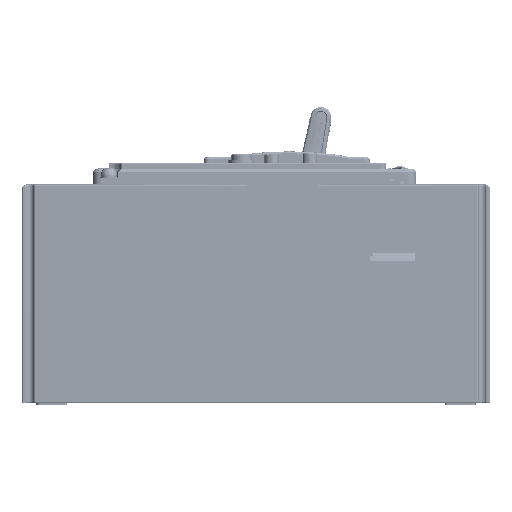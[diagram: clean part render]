
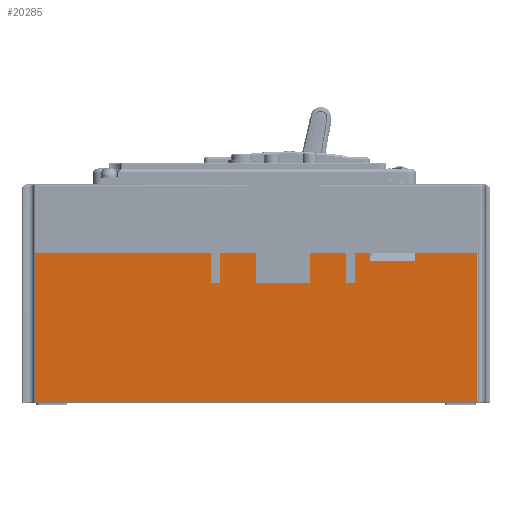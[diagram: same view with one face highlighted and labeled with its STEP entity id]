
A CAD part, left-side view. The second image highlights one B-rep face of the part: STEP entity #20285.
In plain terms, the highlighted planar face has unit normal (-1, 0, 0).
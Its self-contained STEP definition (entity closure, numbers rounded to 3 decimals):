
#553=DIRECTION('',(0.,1.,0.));
#554=VECTOR('',#553,20.564);
#555=CARTESIAN_POINT('',(601.,101.936,40.));
#556=LINE('',#555,#554);
#565=DIRECTION('',(0.,1.,0.));
#566=VECTOR('',#565,5.);
#567=CARTESIAN_POINT('',(601.,137.5,40.));
#568=LINE('',#567,#566);
#581=DIRECTION('',(0.,1.,0.));
#582=VECTOR('',#581,12.);
#583=CARTESIAN_POINT('',(601.,145.5,40.));
#584=LINE('',#583,#582);
#597=DIRECTION('',(0.,1.,0.));
#598=VECTOR('',#597,12.);
#599=CARTESIAN_POINT('',(601.,175.5,40.));
#600=LINE('',#599,#598);
#613=DIRECTION('',(0.,1.,0.));
#614=VECTOR('',#613,58.564);
#615=CARTESIAN_POINT('',(601.,190.5,40.));
#616=LINE('',#615,#614);
#2521=DIRECTION('',(0.,0.,-1.));
#2522=VECTOR('',#2521,49.5);
#2523=CARTESIAN_POINT('',(601.,249.064,40.));
#2524=LINE('',#2523,#2522);
#2525=DIRECTION('',(0.,0.,-1.));
#2526=VECTOR('',#2525,10.);
#2527=CARTESIAN_POINT('',(601.,190.5,40.));
#2528=LINE('',#2527,#2526);
#2529=DIRECTION('',(0.,-1.,0.));
#2530=VECTOR('',#2529,3.);
#2531=CARTESIAN_POINT('',(601.,190.5,30.));
#2532=LINE('',#2531,#2530);
#2533=DIRECTION('',(0.,0.,1.));
#2534=VECTOR('',#2533,10.);
#2535=CARTESIAN_POINT('',(601.,187.5,30.));
#2536=LINE('',#2535,#2534);
#2537=DIRECTION('',(0.,0.,-1.));
#2538=VECTOR('',#2537,10.);
#2539=CARTESIAN_POINT('',(601.,175.5,40.));
#2540=LINE('',#2539,#2538);
#2541=DIRECTION('',(0.,-1.,0.));
#2542=VECTOR('',#2541,18.);
#2543=CARTESIAN_POINT('',(601.,175.5,30.));
#2544=LINE('',#2543,#2542);
#2545=DIRECTION('',(0.,0.,1.));
#2546=VECTOR('',#2545,10.);
#2547=CARTESIAN_POINT('',(601.,157.5,30.));
#2548=LINE('',#2547,#2546);
#2549=DIRECTION('',(0.,0.,-1.));
#2550=VECTOR('',#2549,10.);
#2551=CARTESIAN_POINT('',(601.,145.5,40.));
#2552=LINE('',#2551,#2550);
#2553=DIRECTION('',(0.,-1.,0.));
#2554=VECTOR('',#2553,3.);
#2555=CARTESIAN_POINT('',(601.,145.5,30.));
#2556=LINE('',#2555,#2554);
#2557=DIRECTION('',(0.,0.,1.));
#2558=VECTOR('',#2557,10.);
#2559=CARTESIAN_POINT('',(601.,142.5,30.));
#2560=LINE('',#2559,#2558);
#2561=DIRECTION('',(0.,0.,1.));
#2562=VECTOR('',#2561,2.5);
#2563=CARTESIAN_POINT('',(601.,122.5,37.5));
#2564=LINE('',#2563,#2562);
#2633=DIRECTION('',(0.,0.,1.));
#2634=VECTOR('',#2633,2.5);
#2635=CARTESIAN_POINT('',(601.,137.5,37.5));
#2636=LINE('',#2635,#2634);
#2637=DIRECTION('',(0.,1.,0.));
#2638=VECTOR('',#2637,15.);
#2639=CARTESIAN_POINT('',(601.,122.5,37.5));
#2640=LINE('',#2639,#2638);
#2645=DIRECTION('',(0.,0.,1.));
#2646=VECTOR('',#2645,49.5);
#2647=CARTESIAN_POINT('',(601.,101.936,-9.5));
#2648=LINE('',#2647,#2646);
#4050=DIRECTION('',(0.,-1.,0.));
#4051=VECTOR('',#4050,147.127);
#4052=CARTESIAN_POINT('',(601.,249.064,-9.5));
#4053=LINE('',#4052,#4051);
#13657=CARTESIAN_POINT('',(601.,101.936,40.));
#13658=VERTEX_POINT('',#13657);
#13659=CARTESIAN_POINT('',(601.,122.5,40.));
#13660=VERTEX_POINT('',#13659);
#13665=CARTESIAN_POINT('',(601.,137.5,40.));
#13666=VERTEX_POINT('',#13665);
#13667=CARTESIAN_POINT('',(601.,142.5,40.));
#13668=VERTEX_POINT('',#13667);
#13673=CARTESIAN_POINT('',(601.,145.5,40.));
#13674=VERTEX_POINT('',#13673);
#13675=CARTESIAN_POINT('',(601.,157.5,40.));
#13676=VERTEX_POINT('',#13675);
#13681=CARTESIAN_POINT('',(601.,175.5,40.));
#13682=VERTEX_POINT('',#13681);
#13683=CARTESIAN_POINT('',(601.,187.5,40.));
#13684=VERTEX_POINT('',#13683);
#13689=CARTESIAN_POINT('',(601.,190.5,40.));
#13690=VERTEX_POINT('',#13689);
#13691=CARTESIAN_POINT('',(601.,249.064,40.));
#13692=VERTEX_POINT('',#13691);
#15567=CARTESIAN_POINT('',(601.,122.5,37.5));
#15568=VERTEX_POINT('',#15567);
#15569=CARTESIAN_POINT('',(601.,249.064,-9.5));
#15570=VERTEX_POINT('',#15569);
#15571=CARTESIAN_POINT('',(601.,190.5,30.));
#15572=VERTEX_POINT('',#15571);
#15573=CARTESIAN_POINT('',(601.,187.5,30.));
#15574=VERTEX_POINT('',#15573);
#15575=CARTESIAN_POINT('',(601.,175.5,30.));
#15576=VERTEX_POINT('',#15575);
#15577=CARTESIAN_POINT('',(601.,157.5,30.));
#15578=VERTEX_POINT('',#15577);
#15579=CARTESIAN_POINT('',(601.,145.5,30.));
#15580=VERTEX_POINT('',#15579);
#15581=CARTESIAN_POINT('',(601.,142.5,30.));
#15582=VERTEX_POINT('',#15581);
#15583=CARTESIAN_POINT('',(601.,137.5,37.5));
#15584=VERTEX_POINT('',#15583);
#15585=CARTESIAN_POINT('',(601.,101.936,-9.5));
#15586=VERTEX_POINT('',#15585);
#20244=CARTESIAN_POINT('',(601.,232.5,0.));
#20245=DIRECTION('',(-1.,0.,0.));
#20246=DIRECTION('',(0.,1.,0.));
#20247=AXIS2_PLACEMENT_3D('',#20244,#20245,#20246);
#20248=PLANE('',#20247);
#20249=ORIENTED_EDGE('',*,*,#20236,.F.);
#20250=ORIENTED_EDGE('',*,*,#17742,.F.);
#20252=ORIENTED_EDGE('',*,*,#20251,.T.);
#20254=ORIENTED_EDGE('',*,*,#20253,.T.);
#20256=ORIENTED_EDGE('',*,*,#20255,.T.);
#20257=ORIENTED_EDGE('',*,*,#17734,.F.);
#20259=ORIENTED_EDGE('',*,*,#20258,.T.);
#20261=ORIENTED_EDGE('',*,*,#20260,.T.);
#20263=ORIENTED_EDGE('',*,*,#20262,.T.);
#20264=ORIENTED_EDGE('',*,*,#17726,.F.);
#20266=ORIENTED_EDGE('',*,*,#20265,.T.);
#20268=ORIENTED_EDGE('',*,*,#20267,.T.);
#20270=ORIENTED_EDGE('',*,*,#20269,.T.);
#20271=ORIENTED_EDGE('',*,*,#17718,.F.);
#20273=ORIENTED_EDGE('',*,*,#20272,.F.);
#20275=ORIENTED_EDGE('',*,*,#20274,.F.);
#20277=ORIENTED_EDGE('',*,*,#20276,.T.);
#20278=ORIENTED_EDGE('',*,*,#17710,.F.);
#20280=ORIENTED_EDGE('',*,*,#20279,.F.);
#20282=ORIENTED_EDGE('',*,*,#20281,.F.);
#20283=EDGE_LOOP('',(#20249,#20250,#20252,#20254,#20256,#20257,#20259,#20261,
#20263,#20264,#20266,#20268,#20270,#20271,#20273,#20275,#20277,#20278,#20280,
#20282));
#20284=FACE_OUTER_BOUND('',#20283,.F.);
#20285=ADVANCED_FACE('',(#20284),#20248,.T.);
#17710=EDGE_CURVE('',#13658,#13660,#556,.T.);
#17718=EDGE_CURVE('',#13666,#13668,#568,.T.);
#17726=EDGE_CURVE('',#13674,#13676,#584,.T.);
#17734=EDGE_CURVE('',#13682,#13684,#600,.T.);
#17742=EDGE_CURVE('',#13690,#13692,#616,.T.);
#20236=EDGE_CURVE('',#13692,#15570,#2524,.T.);
#20251=EDGE_CURVE('',#13690,#15572,#2528,.T.);
#20253=EDGE_CURVE('',#15572,#15574,#2532,.T.);
#20255=EDGE_CURVE('',#15574,#13684,#2536,.T.);
#20258=EDGE_CURVE('',#13682,#15576,#2540,.T.);
#20260=EDGE_CURVE('',#15576,#15578,#2544,.T.);
#20262=EDGE_CURVE('',#15578,#13676,#2548,.T.);
#20265=EDGE_CURVE('',#13674,#15580,#2552,.T.);
#20267=EDGE_CURVE('',#15580,#15582,#2556,.T.);
#20269=EDGE_CURVE('',#15582,#13668,#2560,.T.);
#20272=EDGE_CURVE('',#15584,#13666,#2636,.T.);
#20274=EDGE_CURVE('',#15568,#15584,#2640,.T.);
#20276=EDGE_CURVE('',#15568,#13660,#2564,.T.);
#20279=EDGE_CURVE('',#15586,#13658,#2648,.T.);
#20281=EDGE_CURVE('',#15570,#15586,#4053,.T.);
